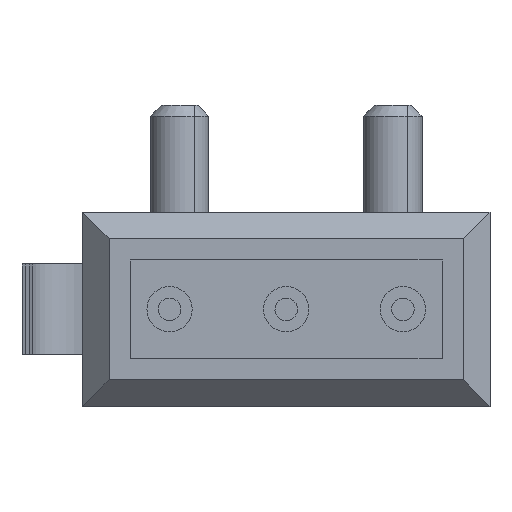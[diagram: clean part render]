
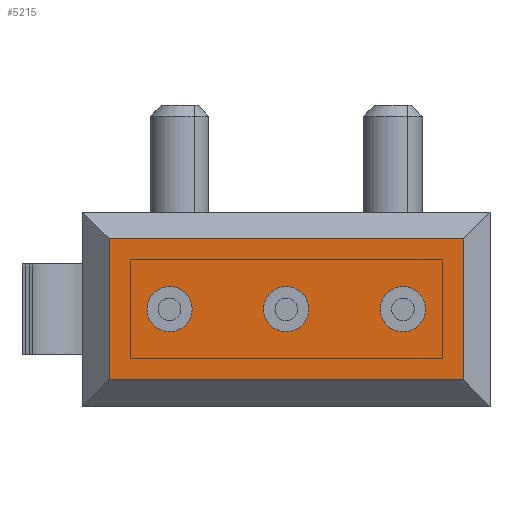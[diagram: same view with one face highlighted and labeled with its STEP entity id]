
A CAD part, front view. The second image highlights one B-rep face of the part: STEP entity #5215.
In plain terms, the highlighted planar face has unit normal (0, -1, 0).
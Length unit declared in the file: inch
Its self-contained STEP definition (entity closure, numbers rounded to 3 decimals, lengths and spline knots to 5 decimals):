
#4530=CARTESIAN_POINT('',(0.,-0.19685,0.03346));
#4531=VERTEX_POINT('',#4530);
#4532=CARTESIAN_POINT('',(0.,-0.19685,0.));
#4533=DIRECTION('',(0.0,-1.0,0.0));
#4534=DIRECTION('',(0.0,0.0,-1.0));
#4535=AXIS2_PLACEMENT_3D('',#4532,#4533,#4534);
#4536=CIRCLE('',#4535,0.03346);
#4537=EDGE_CURVE('',#4531,#4531,#4536,.T.);
#4550=CARTESIAN_POINT('',(0.17244,-0.19685,0.03346));
#4551=VERTEX_POINT('',#4550);
#4552=CARTESIAN_POINT('',(0.17244,-0.19685,0.));
#4553=DIRECTION('',(0.0,-1.0,0.0));
#4554=DIRECTION('',(0.0,0.0,-1.0));
#4555=AXIS2_PLACEMENT_3D('',#4552,#4553,#4554);
#4556=CIRCLE('',#4555,0.03346);
#4557=EDGE_CURVE('',#4551,#4551,#4556,.T.);
#4570=CARTESIAN_POINT('',(-0.17244,-0.19685,0.03346));
#4571=VERTEX_POINT('',#4570);
#4572=CARTESIAN_POINT('',(-0.17244,-0.19685,0.));
#4573=DIRECTION('',(0.0,-1.0,0.0));
#4574=DIRECTION('',(0.0,0.0,-1.0));
#4575=AXIS2_PLACEMENT_3D('',#4572,#4573,#4574);
#4576=CIRCLE('',#4575,0.03346);
#4577=EDGE_CURVE('',#4571,#4571,#4576,.T.);
#4672=CARTESIAN_POINT('',(-0.26181,-0.19685,-0.10433));
#4673=VERTEX_POINT('',#4672);
#4674=CARTESIAN_POINT('',(-0.26181,-0.19685,0.10433));
#4675=VERTEX_POINT('',#4674);
#4676=CARTESIAN_POINT('',(-0.26181,-0.19685,-0.10433));
#4677=DIRECTION('',(0.0,0.0,1.0));
#4678=VECTOR('',#4677,0.20866);
#4679=LINE('',#4676,#4678);
#4680=EDGE_CURVE('',#4673,#4675,#4679,.T.);
#4712=CARTESIAN_POINT('',(0.26181,-0.19685,-0.10433));
#4713=VERTEX_POINT('',#4712);
#4714=CARTESIAN_POINT('',(0.26181,-0.19685,-0.10433));
#4715=DIRECTION('',(-1.0,0.0,0.0));
#4716=VECTOR('',#4715,0.52362);
#4717=LINE('',#4714,#4716);
#4718=EDGE_CURVE('',#4713,#4673,#4717,.T.);
#4743=CARTESIAN_POINT('',(0.26181,-0.19685,0.10433));
#4744=VERTEX_POINT('',#4743);
#4745=CARTESIAN_POINT('',(0.26181,-0.19685,0.10433));
#4746=DIRECTION('',(0.0,0.0,-1.0));
#4747=VECTOR('',#4746,0.20866);
#4748=LINE('',#4745,#4747);
#4749=EDGE_CURVE('',#4744,#4713,#4748,.T.);
#4774=CARTESIAN_POINT('',(-0.26181,-0.19685,0.10433));
#4775=DIRECTION('',(1.0,0.0,0.0));
#4776=VECTOR('',#4775,0.52362);
#4777=LINE('',#4774,#4776);
#4778=EDGE_CURVE('',#4675,#4744,#4777,.T.);
#5195=CARTESIAN_POINT('',(0.0,-0.19685,0.0));
#5196=DIRECTION('',(0.0,1.0,0.0));
#5197=DIRECTION('',(0.0,0.0,-1.0));
#5198=AXIS2_PLACEMENT_3D('',#5195,#5196,#5197);
#5199=PLANE('',#5198);
#5200=ORIENTED_EDGE('',*,*,#4778,.F.);
#5201=ORIENTED_EDGE('',*,*,#4680,.F.);
#5202=ORIENTED_EDGE('',*,*,#4718,.F.);
#5203=ORIENTED_EDGE('',*,*,#4749,.F.);
#5204=EDGE_LOOP('',(#5200,#5201,#5202,#5203));
#5205=FACE_OUTER_BOUND('',#5204,.T.);
#5206=ORIENTED_EDGE('',*,*,#4537,.F.);
#5207=EDGE_LOOP('',(#5206));
#5208=FACE_BOUND('',#5207,.T.);
#5209=ORIENTED_EDGE('',*,*,#4557,.F.);
#5210=EDGE_LOOP('',(#5209));
#5211=FACE_BOUND('',#5210,.T.);
#5212=ORIENTED_EDGE('',*,*,#4577,.F.);
#5213=EDGE_LOOP('',(#5212));
#5214=FACE_BOUND('',#5213,.T.);
#5215=ADVANCED_FACE('',(#5205,#5208,#5211,#5214),#5199,.F.);
